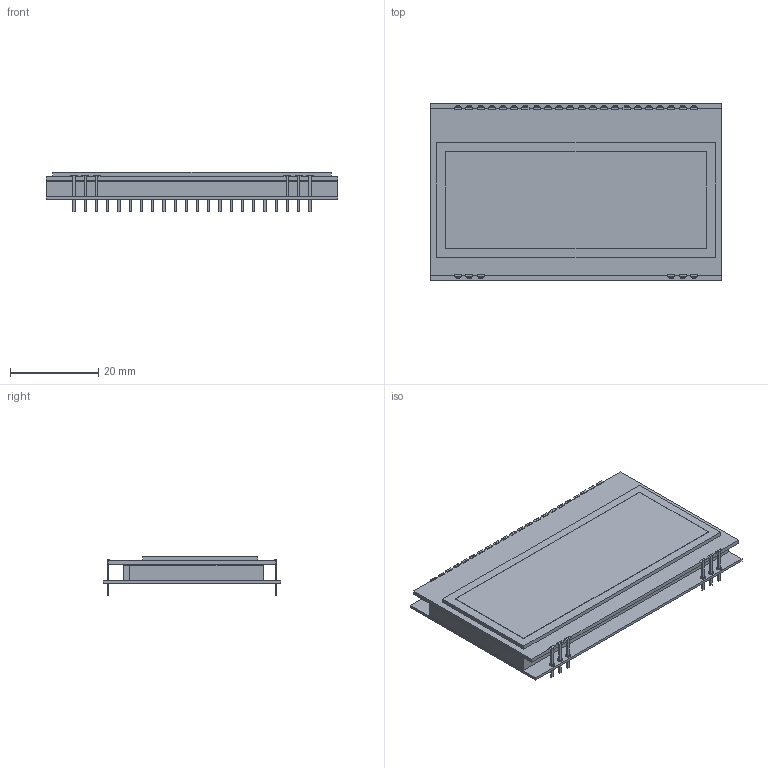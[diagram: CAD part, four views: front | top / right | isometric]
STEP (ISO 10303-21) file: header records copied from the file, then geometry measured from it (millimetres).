
FILE_DESCRIPTION(/* description */ (''),/* implementation_level */ '2;1');
FILE_NAME(/* name */ 'EA-DOGM204.step',/* time_stamp */ '2020-11-09T20:17:58+01:00',/* author */ (''),/* organization */ (''),/* preprocessor_version */ 'ST-DEVELOPER v18.1',/* originating_system */ 'Autodesk Translation Framework v9.3.0.1241',/* authorisation */ '');
FILE_SCHEMA (('AUTOMOTIVE_DESIGN { 1 0 10303 214 3 1 1 }'));
Length unit declared in the file: millimetre
Products named in the file (4): EA-DOGM204; LCD; Pins; Backlight
Assembly tree (3 placements, depth 3):
  EA-DOGM204
    LCD
      Pins
    Backlight
Bounding box: 66 x 40.2 x 9 mm (x, y, z)
Volume: 12736.6 mm3; surface area: 16295.8 mm2
Topology: 65 solids, 65 shells, 489 faces, 1068 edges, 712 vertices
Faces by surface type: plane 405, cylinder 84
Full cylindrical faces by diameter (mm): 0.6 x28, 1.2 x56
Entity records: 13577 total; most frequent: CARTESIAN_POINT 2277, DIRECTION 2230, ORIENTED_EDGE 2136, EDGE_CURVE 1068, LINE 900, VECTOR 900, VERTEX_POINT 712, AXIS2_PLACEMENT_3D 665
